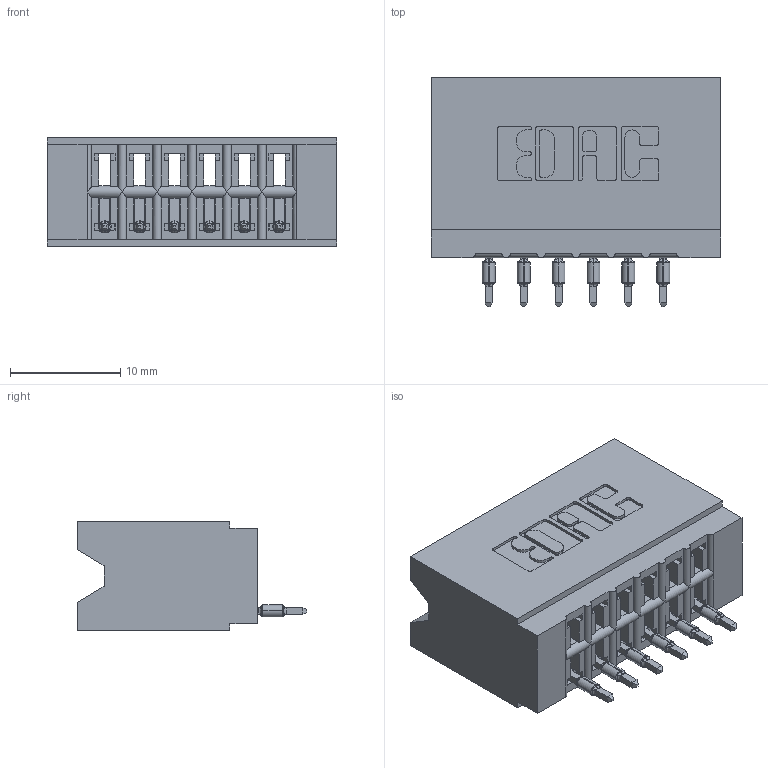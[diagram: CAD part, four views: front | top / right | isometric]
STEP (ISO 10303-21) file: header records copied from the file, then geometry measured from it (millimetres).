
FILE_DESCRIPTION (( 'STEP AP203' ), '1' );
FILE_NAME ('746-006-525-506.STEP', '2020-09-15T17:47:05', ( '' ), ( '' ), 'SwSTEP 2.0', 'SolidWorks 2020', '' );
FILE_SCHEMA (( 'CONFIG_CONTROL_DESIGN' ));
Length unit declared in the file: inch
Products named in the file (3): 746-006-525-506; 746 Part_.340 Slot Depth - 06; 746-292-001_525
Assembly tree (7 placements, depth 2):
  746-006-525-506
    746 Part_.340 Slot Depth - 06
    746-292-001_525  x6
Bounding box: 26.29 x 20.82 x 9.91 mm (x, y, z)
Volume: 3141.8 mm3; surface area: 3667.9 mm2
Topology: 7 solids, 7 shells, 746 faces, 2107 edges, 1357 vertices
Faces by surface type: plane 434, cylinder 156, bspline 120, torus 36
Entity records: 14171 total; most frequent: CARTESIAN_POINT 3162, ORIENTED_EDGE 2364, DIRECTION 2024, EDGE_CURVE 1182, VECTOR 938, LINE 938, VERTEX_POINT 777, AXIS2_PLACEMENT_3D 543
